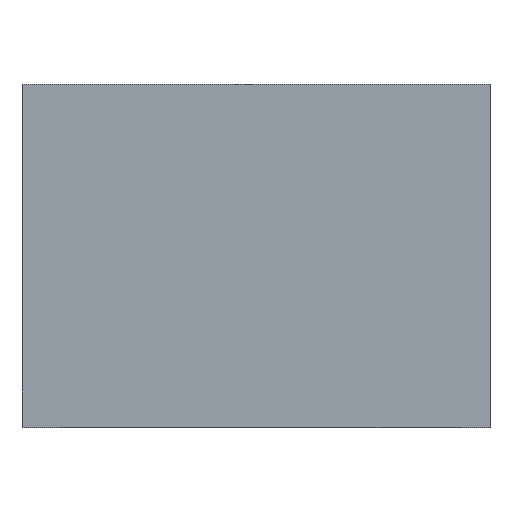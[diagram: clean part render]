
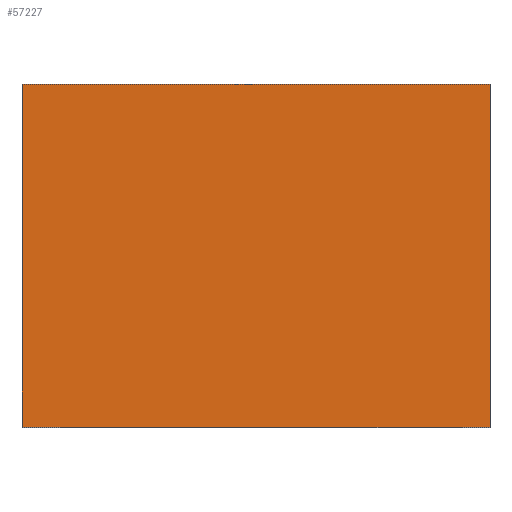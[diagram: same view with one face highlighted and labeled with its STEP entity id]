
A CAD part, top view. The second image highlights one B-rep face of the part: STEP entity #57227.
In plain terms, the highlighted planar face has unit normal (0, 0, 1).
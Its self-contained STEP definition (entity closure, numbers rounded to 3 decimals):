
#3525=ORIENTED_EDGE('',*,*,#16556,.T.);
#3526=ORIENTED_EDGE('',*,*,#16546,.F.);
#3527=ORIENTED_EDGE('',*,*,#14955,.F.);
#3528=ORIENTED_EDGE('',*,*,#16555,.T.);
#14955=EDGE_CURVE('',#21477,#21470,#25825,.T.);
#16546=EDGE_CURVE('',#21470,#23065,#26687,.T.);
#16555=EDGE_CURVE('',#21477,#23070,#26696,.T.);
#16556=EDGE_CURVE('',#23070,#23065,#26697,.T.);
#21470=VERTEX_POINT('',#70756);
#21477=VERTEX_POINT('',#70769);
#23065=VERTEX_POINT('',#74743);
#23070=VERTEX_POINT('',#74763);
#25825=LINE('',#70770,#30489);
#26687=LINE('',#74746,#31351);
#26696=LINE('',#74764,#31360);
#26697=LINE('',#74766,#31361);
#30489=VECTOR('',#61667,1000.);
#31351=VECTOR('',#62533,1000.);
#31360=VECTOR('',#62552,1000.);
#31361=VECTOR('',#62555,1000.);
#35151=EDGE_LOOP('',(#3525,#3526,#3527,#3528));
#37383=FACE_BOUND('',#35151,.T.);
#39593=PLANE('',#59436);
#57227=ADVANCED_FACE('',(#37383),#39593,.F.);
#59436=AXIS2_PLACEMENT_3D('',#74765,#62553,#62554);
#61667=DIRECTION('',(-1.,0.,0.));
#62533=DIRECTION('',(0.,1.,0.));
#62552=DIRECTION('',(0.,1.,0.));
#62553=DIRECTION('',(0.,0.,-1.));
#62554=DIRECTION('',(-1.,0.,0.));
#62555=DIRECTION('',(-1.,0.,0.));
#70756=CARTESIAN_POINT('',(-5.8,-4.25,5.25));
#70769=CARTESIAN_POINT('',(5.8,-4.25,5.25));
#70770=CARTESIAN_POINT('',(5.8,-4.25,5.25));
#74743=CARTESIAN_POINT('',(-5.8,4.25,5.25));
#74746=CARTESIAN_POINT('',(-5.8,-4.25,5.25));
#74763=CARTESIAN_POINT('',(5.8,4.25,5.25));
#74764=CARTESIAN_POINT('',(5.8,-4.25,5.25));
#74765=CARTESIAN_POINT('',(5.8,-4.25,5.25));
#74766=CARTESIAN_POINT('',(5.8,4.25,5.25));
